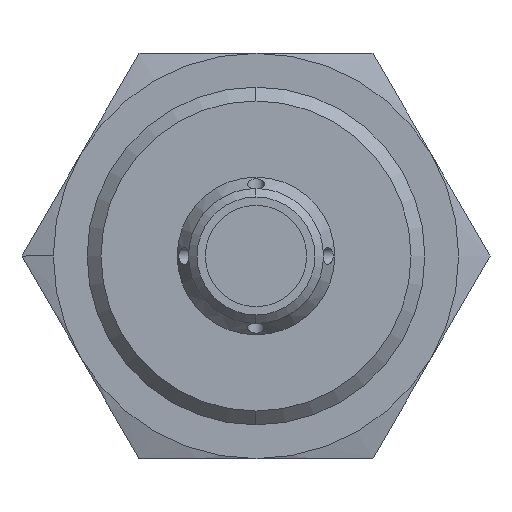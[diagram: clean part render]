
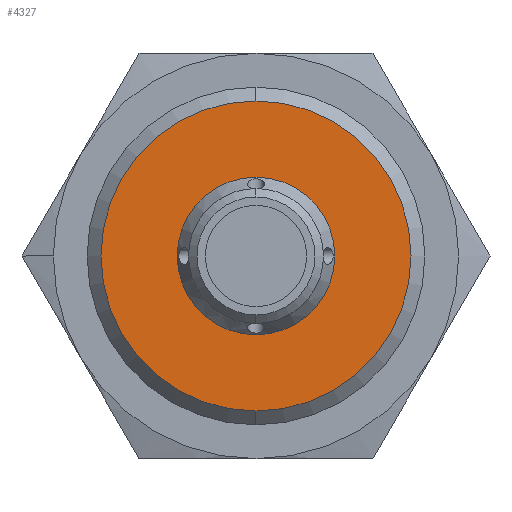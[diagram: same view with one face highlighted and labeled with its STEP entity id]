
A CAD part, left-side view. The second image highlights one B-rep face of the part: STEP entity #4327.
In plain terms, the highlighted planar face has unit normal (-1, 0, 0).
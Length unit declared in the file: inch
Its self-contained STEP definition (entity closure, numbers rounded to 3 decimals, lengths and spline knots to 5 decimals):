
#288 = CIRCLE ( 'NONE', #4237, 0.54224 ) ;
#351 = CARTESIAN_POINT ( 'NONE',  ( -0.27559, 0., 0. ) ) ;
#368 = EDGE_CURVE ( 'NONE', #435, #2884, #1321, .T. ) ;
#435 = VERTEX_POINT ( 'NONE', #1862 ) ;
#608 = DIRECTION ( 'NONE',  ( 1., 0., 0. ) ) ;
#663 = DIRECTION ( 'NONE',  ( 0., 1., 0. ) ) ;
#826 = AXIS2_PLACEMENT_3D ( 'NONE', #4290, #608, #948 ) ;
#937 = EDGE_CURVE ( 'NONE', #2884, #435, #2463, .T. ) ;
#942 = DIRECTION ( 'NONE',  ( 0., 0., 1. ) ) ;
#948 = DIRECTION ( 'NONE',  ( 0., 0., -1. ) ) ;
#1148 = DIRECTION ( 'NONE',  ( 1., 0., 0. ) ) ;
#1159 = ORIENTED_EDGE ( 'NONE', *, *, #368, .F. ) ;
#1255 = CARTESIAN_POINT ( 'NONE',  ( -0.27559, -0.27559, 0. ) ) ;
#1321 = CIRCLE ( 'NONE', #3527, 0.27559 ) ;
#1360 = ORIENTED_EDGE ( 'NONE', *, *, #2226, .F. ) ;
#1456 = DIRECTION ( 'NONE',  ( 0., 1., 0. ) ) ;
#1545 = VERTEX_POINT ( 'NONE', #3075 ) ;
#1649 = ORIENTED_EDGE ( 'NONE', *, *, #937, .F. ) ;
#1658 = CARTESIAN_POINT ( 'NONE',  ( -0.27559, 0., 0. ) ) ;
#1779 = AXIS2_PLACEMENT_3D ( 'NONE', #1658, #2417, #942 ) ;
#1845 = CARTESIAN_POINT ( 'NONE',  ( -0.27559, 0., 0. ) ) ;
#1862 = CARTESIAN_POINT ( 'NONE',  ( -0.27559, 0.27559, 0. ) ) ;
#2226 = EDGE_CURVE ( 'NONE', #1545, #3447, #288, .T. ) ;
#2228 = AXIS2_PLACEMENT_3D ( 'NONE', #351, #3282, #663 ) ;
#2305 = ORIENTED_EDGE ( 'NONE', *, *, #4732, .F. ) ;
#2417 = DIRECTION ( 'NONE',  ( 1., 0., 0. ) ) ;
#2440 = FACE_OUTER_BOUND ( 'NONE', #2565, .T. ) ;
#2463 = CIRCLE ( 'NONE', #2228, 0.27559 ) ;
#2485 = CIRCLE ( 'NONE', #1779, 0.54224 ) ;
#2565 = EDGE_LOOP ( 'NONE', ( #2305, #1360 ) ) ;
#2884 = VERTEX_POINT ( 'NONE', #1255 ) ;
#3075 = CARTESIAN_POINT ( 'NONE',  ( -0.27559, 0., -0.54224 ) ) ;
#3282 = DIRECTION ( 'NONE',  ( -1., 0., 0. ) ) ;
#3335 = FACE_BOUND ( 'NONE', #3638, .T. ) ;
#3447 = VERTEX_POINT ( 'NONE', #3874 ) ;
#3527 = AXIS2_PLACEMENT_3D ( 'NONE', #1845, #4475, #1456 ) ;
#3638 = EDGE_LOOP ( 'NONE', ( #1159, #1649 ) ) ;
#3874 = CARTESIAN_POINT ( 'NONE',  ( -0.27559, 0., 0.54224 ) ) ;
#3985 = PLANE ( 'NONE',  #826 ) ;
#4089 = DIRECTION ( 'NONE',  ( 0., 0., 1. ) ) ;
#4237 = AXIS2_PLACEMENT_3D ( 'NONE', #4514, #1148, #4089 ) ;
#4290 = CARTESIAN_POINT ( 'NONE',  ( -0.27559, 0.27559, 0. ) ) ;
#4327 = ADVANCED_FACE ( 'NONE', ( #3335, #2440 ), #3985, .F. ) ;
#4475 = DIRECTION ( 'NONE',  ( -1., 0., 0. ) ) ;
#4514 = CARTESIAN_POINT ( 'NONE',  ( -0.27559, 0., 0. ) ) ;
#4732 = EDGE_CURVE ( 'NONE', #3447, #1545, #2485, .T. ) ;
